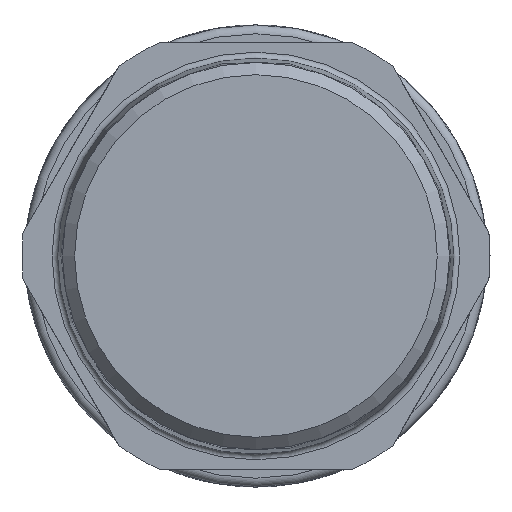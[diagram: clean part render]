
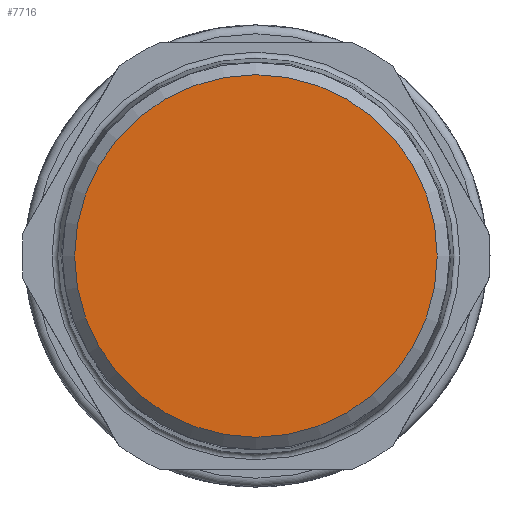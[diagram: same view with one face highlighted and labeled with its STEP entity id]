
A CAD part, left-side view. The second image highlights one B-rep face of the part: STEP entity #7716.
In plain terms, the highlighted planar face has unit normal (-1, 0, 0).
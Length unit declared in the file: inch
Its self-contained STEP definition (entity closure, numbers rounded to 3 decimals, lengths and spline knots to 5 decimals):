
#1613=FACE_OUTER_BOUND('',#2023,.T.);
#2023=EDGE_LOOP('',(#6724));
#2553=CIRCLE('',#8652,0.60226);
#3322=VERTEX_POINT('',#16487);
#4464=EDGE_CURVE('',#3322,#3322,#2553,.T.);
#6724=ORIENTED_EDGE('',*,*,#4464,.F.);
#6940=PLANE('',#8651);
#7716=ADVANCED_FACE('',(#1613),#6940,.T.);
#8651=AXIS2_PLACEMENT_3D('',#16486,#10722,#10723);
#8652=AXIS2_PLACEMENT_3D('',#16488,#10724,#10725);
#10722=DIRECTION('center_axis',(-1.,0.,0.));
#10723=DIRECTION('ref_axis',(0.,0.,
-1.));
#10724=DIRECTION('center_axis',(1.,0.,0.));
#10725=DIRECTION('ref_axis',(0.,1.,0.));
#16486=CARTESIAN_POINT('Origin',(-1.76476,-0.64163,0.));
#16487=CARTESIAN_POINT('',(-1.76476,-0.60226,0.));
#16488=CARTESIAN_POINT('Origin',(-1.76476,0.,
0.));
